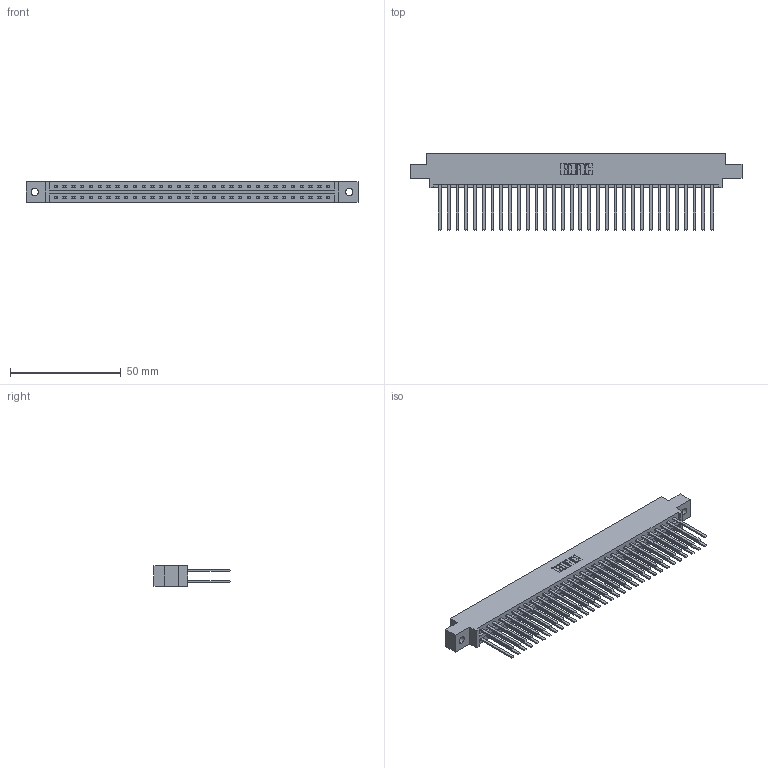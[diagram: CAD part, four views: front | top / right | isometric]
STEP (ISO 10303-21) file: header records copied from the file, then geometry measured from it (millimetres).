
FILE_DESCRIPTION (( 'STEP AP203' ), '1' );
FILE_NAME ('337-064-544-802.STEP', '2018-08-11T06:18:16', ( '' ), ( '' ), 'SwSTEP 2.0', 'SolidWorks 2016', '' );
FILE_SCHEMA (( 'CONFIG_CONTROL_DESIGN' ));
Length unit declared in the file: inch
Products named in the file (3): 337 Part_0.170 Offset - 0.128 Dia; 345-292-001_345-293-144; 337-064-544-802
Assembly tree (65 placements, depth 2):
  337-064-544-802
    337 Part_0.170 Offset - 0.128 Dia
    345-292-001_345-293-144  x64
Bounding box: 149.81 x 34.3 x 9.4 mm (x, y, z)
Volume: 16397.9 mm3; surface area: 21206.7 mm2
Topology: 65 solids, 65 shells, 3190 faces, 9475 edges, 6230 vertices
Faces by surface type: plane 2250, cylinder 940
Entity records: 26055 total; most frequent: CARTESIAN_POINT 4398, ORIENTED_EDGE 4334, DIRECTION 3755, EDGE_CURVE 2167, LINE 2043, VECTOR 2043, VERTEX_POINT 1442, AXIS2_PLACEMENT_3D 856
